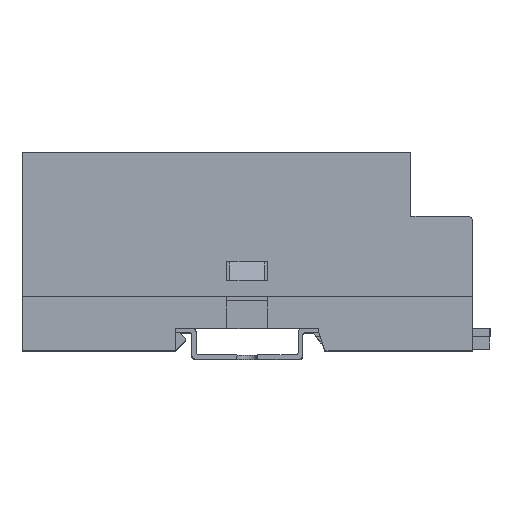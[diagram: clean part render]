
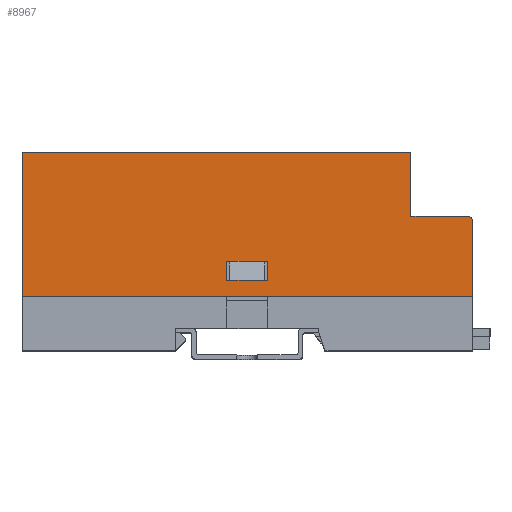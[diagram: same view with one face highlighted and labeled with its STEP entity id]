
A CAD part, top view. The second image highlights one B-rep face of the part: STEP entity #8967.
In plain terms, the highlighted face is planar.
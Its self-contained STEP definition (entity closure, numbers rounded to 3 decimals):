
#1824 = LINE ( 'NONE', #7606, #14832 ) ;
#1839 = CARTESIAN_POINT ( 'NONE',  ( 5., 4., -35. ) ) ;
#2771 = CARTESIAN_POINT ( 'NONE',  ( 55., 35.3, -35. ) ) ;
#2826 = VERTEX_POINT ( 'NONE', #12811 ) ;
#2928 = VECTOR ( 'NONE', #5360, 1000. ) ;
#3315 = EDGE_CURVE ( 'NONE', #18435, #21611, #14424, .T. ) ;
#3331 = DIRECTION ( 'NONE',  ( -1., 0., 0. ) ) ;
#3747 = ORIENTED_EDGE ( 'NONE', *, *, #4749, .F. ) ;
#3825 = CARTESIAN_POINT ( 'NONE',  ( -5., 4., -35. ) ) ;
#4096 = DIRECTION ( 'NONE',  ( 0., -1., 0. ) ) ;
#4420 = VECTOR ( 'NONE', #11831, 1000. ) ;
#4551 = DIRECTION ( 'NONE',  ( 0., -1., 0. ) ) ;
#4572 = CARTESIAN_POINT ( 'NONE',  ( 5., 4., -35. ) ) ;
#4749 = EDGE_CURVE ( 'NONE', #16086, #18435, #22588, .T. ) ;
#4777 = CARTESIAN_POINT ( 'NONE',  ( 55., 0., -35. ) ) ;
#4979 = DIRECTION ( 'NONE',  ( 1., 0., 0. ) ) ;
#5075 = EDGE_CURVE ( 'NONE', #14685, #5784, #1824, .T. ) ;
#5114 = CARTESIAN_POINT ( 'NONE',  ( -55., 35.3, -35. ) ) ;
#5271 = AXIS2_PLACEMENT_3D ( 'NONE', #17432, #11920, #4979 ) ;
#5354 = LINE ( 'NONE', #8576, #8141 ) ;
#5360 = DIRECTION ( 'NONE',  ( 1., 0., 0. ) ) ;
#5529 = DIRECTION ( 'NONE',  ( 0., -1., 0. ) ) ;
#5574 = ORIENTED_EDGE ( 'NONE', *, *, #15979, .F. ) ;
#5784 = VERTEX_POINT ( 'NONE', #4777 ) ;
#6020 = ORIENTED_EDGE ( 'NONE', *, *, #16871, .F. ) ;
#6065 = EDGE_CURVE ( 'NONE', #9908, #16086, #8409, .T. ) ;
#6466 = VECTOR ( 'NONE', #22291, 1000. ) ;
#6808 = DIRECTION ( 'NONE',  ( 0., 0., 1. ) ) ;
#6846 = LINE ( 'NONE', #1839, #14043 ) ;
#6849 = EDGE_CURVE ( 'NONE', #11459, #8384, #5354, .T. ) ;
#6886 = FACE_BOUND ( 'NONE', #17138, .T. ) ;
#7188 = VERTEX_POINT ( 'NONE', #11404 ) ;
#7225 = ORIENTED_EDGE ( 'NONE', *, *, #10184, .T. ) ;
#7346 = ORIENTED_EDGE ( 'NONE', *, *, #6065, .F. ) ;
#7404 = CARTESIAN_POINT ( 'NONE',  ( -5., 8.7, -35. ) ) ;
#7606 = CARTESIAN_POINT ( 'NONE',  ( 55., 35.3, -35. ) ) ;
#8141 = VECTOR ( 'NONE', #4551, 1000. ) ;
#8384 = VERTEX_POINT ( 'NONE', #10156 ) ;
#8409 = LINE ( 'NONE', #3825, #10612 ) ;
#8576 = CARTESIAN_POINT ( 'NONE',  ( -55., 35.3, -35. ) ) ;
#8608 = CARTESIAN_POINT ( 'NONE',  ( -55., 19.6, -35. ) ) ;
#8829 = CARTESIAN_POINT ( 'NONE',  ( 5., 8.7, -35. ) ) ;
#8864 = CARTESIAN_POINT ( 'NONE',  ( 5., 4., -35. ) ) ;
#8967 = ADVANCED_FACE ( 'NONE', ( #6886, #22668 ), #17176, .F. ) ;
#9188 = ORIENTED_EDGE ( 'NONE', *, *, #12861, .T. ) ;
#9908 = VERTEX_POINT ( 'NONE', #16110 ) ;
#9969 = LINE ( 'NONE', #19404, #13561 ) ;
#10134 = DIRECTION ( 'NONE',  ( 1., 0., 0. ) ) ;
#10156 = CARTESIAN_POINT ( 'NONE',  ( -55., 0., -35. ) ) ;
#10184 = EDGE_CURVE ( 'NONE', #11459, #2826, #16808, .T. ) ;
#10343 = LINE ( 'NONE', #22121, #6466 ) ;
#10612 = VECTOR ( 'NONE', #12864, 1000. ) ;
#11404 = CARTESIAN_POINT ( 'NONE',  ( -40., 19.6, -35. ) ) ;
#11459 = VERTEX_POINT ( 'NONE', #21025 ) ;
#11690 = CARTESIAN_POINT ( 'NONE',  ( -40., 35.3, -35. ) ) ;
#11831 = DIRECTION ( 'NONE',  ( 0., 1., 0. ) ) ;
#11920 = DIRECTION ( 'NONE',  ( 0., 0., -1. ) ) ;
#12811 = CARTESIAN_POINT ( 'NONE',  ( -54., 19.6, -35. ) ) ;
#12861 = EDGE_CURVE ( 'NONE', #5784, #8384, #10343, .T. ) ;
#12864 = DIRECTION ( 'NONE',  ( 0., 1., 0. ) ) ;
#13561 = VECTOR ( 'NONE', #17684, 1000. ) ;
#13725 = VECTOR ( 'NONE', #5529, 1000. ) ;
#14043 = VECTOR ( 'NONE', #19406, 1000. ) ;
#14419 = AXIS2_PLACEMENT_3D ( 'NONE', #5114, #6808, #10134 ) ;
#14424 = LINE ( 'NONE', #8864, #13725 ) ;
#14637 = VECTOR ( 'NONE', #3331, 1000. ) ;
#14685 = VERTEX_POINT ( 'NONE', #2771 ) ;
#14785 = ORIENTED_EDGE ( 'NONE', *, *, #16364, .T. ) ;
#14832 = VECTOR ( 'NONE', #4096, 1000. ) ;
#15184 = EDGE_LOOP ( 'NONE', ( #22360, #7225, #6020, #14785, #5574, #15995, #9188 ) ) ;
#15979 = EDGE_CURVE ( 'NONE', #14685, #21010, #9969, .T. ) ;
#15995 = ORIENTED_EDGE ( 'NONE', *, *, #5075, .T. ) ;
#16086 = VERTEX_POINT ( 'NONE', #7404 ) ;
#16110 = CARTESIAN_POINT ( 'NONE',  ( -5., 4., -35. ) ) ;
#16364 = EDGE_CURVE ( 'NONE', #7188, #21010, #21851, .T. ) ;
#16808 = CIRCLE ( 'NONE', #5271, 1. ) ;
#16844 = LINE ( 'NONE', #8608, #14637 ) ;
#16871 = EDGE_CURVE ( 'NONE', #7188, #2826, #16844, .T. ) ;
#17138 = EDGE_LOOP ( 'NONE', ( #3747, #7346, #22461, #22203 ) ) ;
#17176 = PLANE ( 'NONE',  #14419 ) ;
#17432 = CARTESIAN_POINT ( 'NONE',  ( -54., 18.6, -35. ) ) ;
#17597 = EDGE_CURVE ( 'NONE', #21611, #9908, #6846, .T. ) ;
#17684 = DIRECTION ( 'NONE',  ( -1., 0., 0. ) ) ;
#18435 = VERTEX_POINT ( 'NONE', #8829 ) ;
#19404 = CARTESIAN_POINT ( 'NONE',  ( -55., 35.3, -35. ) ) ;
#19406 = DIRECTION ( 'NONE',  ( -1., 0., 0. ) ) ;
#21000 = CARTESIAN_POINT ( 'NONE',  ( 5., 8.7, -35. ) ) ;
#21010 = VERTEX_POINT ( 'NONE', #11690 ) ;
#21025 = CARTESIAN_POINT ( 'NONE',  ( -55., 18.6, -35. ) ) ;
#21611 = VERTEX_POINT ( 'NONE', #4572 ) ;
#21851 = LINE ( 'NONE', #22477, #4420 ) ;
#22121 = CARTESIAN_POINT ( 'NONE',  ( -55., 0., -35. ) ) ;
#22203 = ORIENTED_EDGE ( 'NONE', *, *, #3315, .F. ) ;
#22291 = DIRECTION ( 'NONE',  ( -1., 0., 0. ) ) ;
#22360 = ORIENTED_EDGE ( 'NONE', *, *, #6849, .F. ) ;
#22461 = ORIENTED_EDGE ( 'NONE', *, *, #17597, .F. ) ;
#22477 = CARTESIAN_POINT ( 'NONE',  ( -40., 19.6, -35. ) ) ;
#22588 = LINE ( 'NONE', #21000, #2928 ) ;
#22668 = FACE_OUTER_BOUND ( 'NONE', #15184, .T. ) ;
